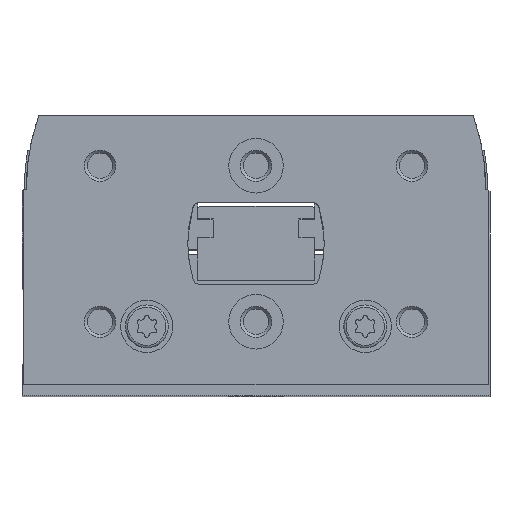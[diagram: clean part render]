
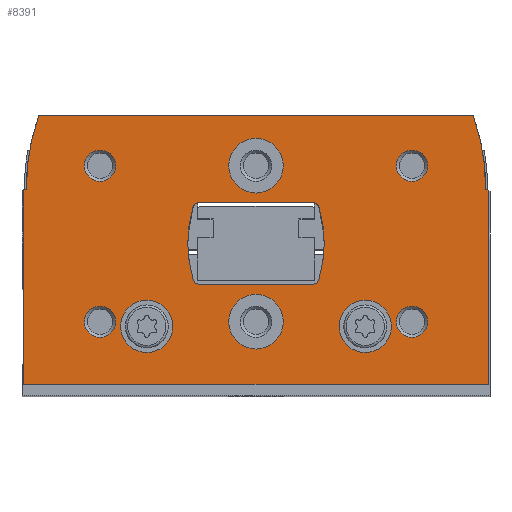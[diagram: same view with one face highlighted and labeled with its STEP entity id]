
A CAD part, top view. The second image highlights one B-rep face of the part: STEP entity #8391.
In plain terms, the highlighted planar face has unit normal (0, 0, 1).
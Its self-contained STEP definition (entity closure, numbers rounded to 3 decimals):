
#394=LINE('',#13070,#880);
#399=LINE('',#13080,#885);
#417=LINE('',#13126,#903);
#423=LINE('',#13138,#909);
#437=LINE('',#13209,#923);
#439=LINE('',#13212,#925);
#440=LINE('',#13240,#926);
#441=LINE('',#13260,#927);
#880=VECTOR('',#10666,1000.);
#885=VECTOR('',#10673,1000.);
#903=VECTOR('',#10709,1000.);
#909=VECTOR('',#10719,1000.);
#923=VECTOR('',#10773,1000.);
#925=VECTOR('',#10777,1000.);
#926=VECTOR('',#10806,1000.);
#927=VECTOR('',#10827,1000.);
#1190=PLANE('',#9111);
#2251=ORIENTED_EDGE('',*,*,#3805,.F.);
#2252=ORIENTED_EDGE('',*,*,#3806,.F.);
#2253=ORIENTED_EDGE('',*,*,#3807,.T.);
#2254=ORIENTED_EDGE('',*,*,#3808,.T.);
#2255=ORIENTED_EDGE('',*,*,#3809,.T.);
#2256=ORIENTED_EDGE('',*,*,#3810,.T.);
#2257=ORIENTED_EDGE('',*,*,#3811,.T.);
#2258=ORIENTED_EDGE('',*,*,#3812,.T.);
#2259=ORIENTED_EDGE('',*,*,#3770,.F.);
#2260=ORIENTED_EDGE('',*,*,#3788,.F.);
#2261=ORIENTED_EDGE('',*,*,#3782,.F.);
#2262=ORIENTED_EDGE('',*,*,#3779,.F.);
#2263=ORIENTED_EDGE('',*,*,#3813,.F.);
#2264=ORIENTED_EDGE('',*,*,#3814,.F.);
#2265=ORIENTED_EDGE('',*,*,#3815,.F.);
#2266=ORIENTED_EDGE('',*,*,#3773,.F.);
#2267=ORIENTED_EDGE('',*,*,#3757,.T.);
#2268=ORIENTED_EDGE('',*,*,#3751,.T.);
#2269=ORIENTED_EDGE('',*,*,#3790,.T.);
#2270=ORIENTED_EDGE('',*,*,#3722,.T.);
#2271=ORIENTED_EDGE('',*,*,#3727,.T.);
#2272=ORIENTED_EDGE('',*,*,#3731,.T.);
#2273=ORIENTED_EDGE('',*,*,#3804,.T.);
#2274=ORIENTED_EDGE('',*,*,#3763,.T.);
#3722=EDGE_CURVE('',#4589,#4588,#394,.T.);
#3727=EDGE_CURVE('',#4588,#4592,#399,.T.);
#3731=EDGE_CURVE('',#4592,#4594,#5130,.T.);
#3751=EDGE_CURVE('',#4609,#4611,#417,.T.);
#3757=EDGE_CURVE('',#4615,#4609,#423,.T.);
#3763=EDGE_CURVE('',#4620,#4615,#5136,.T.);
#3770=EDGE_CURVE('',#4624,#4625,#5139,.T.);
#3773=EDGE_CURVE('',#4625,#4626,#5140,.T.);
#3779=EDGE_CURVE('',#4630,#4631,#5143,.T.);
#3782=EDGE_CURVE('',#4631,#4633,#5144,.T.);
#3788=EDGE_CURVE('',#4633,#4624,#437,.T.);
#3790=EDGE_CURVE('',#4611,#4589,#439,.T.);
#3804=EDGE_CURVE('',#4594,#4620,#440,.T.);
#3805=EDGE_CURVE('',#4650,#4650,#5161,.T.);
#3806=EDGE_CURVE('',#4651,#4651,#5162,.T.);
#3807=EDGE_CURVE('',#4652,#4652,#5163,.T.);
#3808=EDGE_CURVE('',#4653,#4653,#5164,.T.);
#3809=EDGE_CURVE('',#4654,#4654,#5165,.T.);
#3810=EDGE_CURVE('',#4655,#4655,#5166,.T.);
#3811=EDGE_CURVE('',#4656,#4656,#5167,.T.);
#3812=EDGE_CURVE('',#4657,#4657,#5168,.T.);
#3813=EDGE_CURVE('',#4658,#4630,#5169,.T.);
#3814=EDGE_CURVE('',#4659,#4658,#441,.T.);
#3815=EDGE_CURVE('',#4626,#4659,#5170,.T.);
#4588=VERTEX_POINT('',#13069);
#4589=VERTEX_POINT('',#13071);
#4592=VERTEX_POINT('',#13079);
#4594=VERTEX_POINT('',#13086);
#4609=VERTEX_POINT('',#13120);
#4611=VERTEX_POINT('',#13125);
#4615=VERTEX_POINT('',#13136);
#4620=VERTEX_POINT('',#13151);
#4624=VERTEX_POINT('',#13165);
#4625=VERTEX_POINT('',#13167);
#4626=VERTEX_POINT('',#13175);
#4630=VERTEX_POINT('',#13188);
#4631=VERTEX_POINT('',#13190);
#4633=VERTEX_POINT('',#13199);
#4650=VERTEX_POINT('',#13243);
#4651=VERTEX_POINT('',#13245);
#4652=VERTEX_POINT('',#13247);
#4653=VERTEX_POINT('',#13249);
#4654=VERTEX_POINT('',#13251);
#4655=VERTEX_POINT('',#13253);
#4656=VERTEX_POINT('',#13255);
#4657=VERTEX_POINT('',#13257);
#4658=VERTEX_POINT('',#13259);
#4659=VERTEX_POINT('',#13261);
#5130=CIRCLE('',#9067,29.);
#5136=CIRCLE('',#9079,29.);
#5139=CIRCLE('',#9083,0.8);
#5140=CIRCLE('',#9085,16.);
#5143=CIRCLE('',#9089,16.);
#5144=CIRCLE('',#9091,0.8);
#5161=CIRCLE('',#9112,3.35);
#5162=CIRCLE('',#9113,3.35);
#5163=CIRCLE('',#9114,3.5);
#5164=CIRCLE('',#9115,3.5);
#5165=CIRCLE('',#9116,2.);
#5166=CIRCLE('',#9117,2.);
#5167=CIRCLE('',#9118,2.);
#5168=CIRCLE('',#9119,2.);
#5169=CIRCLE('',#9120,0.8);
#5170=CIRCLE('',#9121,0.8);
#5698=EDGE_LOOP('',(#2251));
#5699=EDGE_LOOP('',(#2252));
#5700=EDGE_LOOP('',(#2253));
#5701=EDGE_LOOP('',(#2254));
#5702=EDGE_LOOP('',(#2255));
#5703=EDGE_LOOP('',(#2256));
#5704=EDGE_LOOP('',(#2257));
#5705=EDGE_LOOP('',(#2258));
#5706=EDGE_LOOP('',(#2259,#2260,#2261,#2262,#2263,#2264,#2265,#2266));
#5707=EDGE_LOOP('',(#2267,#2268,#2269,#2270,#2271,#2272,#2273,#2274));
#6390=FACE_BOUND('',#5698,.T.);
#6391=FACE_BOUND('',#5699,.T.);
#6392=FACE_BOUND('',#5700,.T.);
#6393=FACE_BOUND('',#5701,.T.);
#6394=FACE_BOUND('',#5702,.T.);
#6395=FACE_BOUND('',#5703,.T.);
#6396=FACE_BOUND('',#5704,.T.);
#6397=FACE_BOUND('',#5705,.T.);
#6398=FACE_BOUND('',#5706,.T.);
#6399=FACE_BOUND('',#5707,.T.);
#8391=ADVANCED_FACE('',(#6390,#6391,#6392,#6393,#6394,#6395,#6396,#6397,
#6398,#6399),#1190,.T.);
#9067=AXIS2_PLACEMENT_3D('',#13087,#10680,#10681);
#9079=AXIS2_PLACEMENT_3D('',#13150,#10730,#10731);
#9083=AXIS2_PLACEMENT_3D('',#13166,#10741,#10742);
#9085=AXIS2_PLACEMENT_3D('',#13174,#10746,#10747);
#9089=AXIS2_PLACEMENT_3D('',#13189,#10756,#10757);
#9091=AXIS2_PLACEMENT_3D('',#13198,#10761,#10762);
#9111=AXIS2_PLACEMENT_3D('',#13241,#10807,#10808);
#9112=AXIS2_PLACEMENT_3D('',#13242,#10809,#10810);
#9113=AXIS2_PLACEMENT_3D('',#13244,#10811,#10812);
#9114=AXIS2_PLACEMENT_3D('',#13246,#10813,#10814);
#9115=AXIS2_PLACEMENT_3D('',#13248,#10815,#10816);
#9116=AXIS2_PLACEMENT_3D('',#13250,#10817,#10818);
#9117=AXIS2_PLACEMENT_3D('',#13252,#10819,#10820);
#9118=AXIS2_PLACEMENT_3D('',#13254,#10821,#10822);
#9119=AXIS2_PLACEMENT_3D('',#13256,#10823,#10824);
#9120=AXIS2_PLACEMENT_3D('',#13258,#10825,#10826);
#9121=AXIS2_PLACEMENT_3D('',#13262,#10828,#10829);
#10666=DIRECTION('',(0.,1.,0.));
#10673=DIRECTION('',(-0.866,0.5,0.));
#10680=DIRECTION('',(0.,0.,1.));
#10681=DIRECTION('',(1.,0.,0.));
#10709=DIRECTION('',(0.,-1.,0.));
#10719=DIRECTION('',(-0.866,-0.5,0.));
#10730=DIRECTION('',(0.,0.,1.));
#10731=DIRECTION('',(1.,0.,0.));
#10741=DIRECTION('',(0.,0.,1.));
#10742=DIRECTION('',(1.,0.,0.));
#10746=DIRECTION('',(0.,0.,1.));
#10747=DIRECTION('',(1.,0.,0.));
#10756=DIRECTION('',(0.,0.,1.));
#10757=DIRECTION('',(1.,0.,0.));
#10761=DIRECTION('',(0.,0.,1.));
#10762=DIRECTION('',(1.,0.,0.));
#10773=DIRECTION('',(-1.,0.,0.));
#10777=DIRECTION('',(1.,0.,0.));
#10806=DIRECTION('',(-1.,0.,0.));
#10807=DIRECTION('',(0.,0.,1.));
#10808=DIRECTION('',(1.,0.,0.));
#10809=DIRECTION('',(0.,0.,1.));
#10810=DIRECTION('',(1.,0.,0.));
#10811=DIRECTION('',(0.,0.,1.));
#10812=DIRECTION('',(1.,0.,0.));
#10813=DIRECTION('',(0.,0.,-1.));
#10814=DIRECTION('',(-1.,0.,0.));
#10815=DIRECTION('',(0.,0.,-1.));
#10816=DIRECTION('',(-1.,0.,0.));
#10817=DIRECTION('',(0.,0.,-1.));
#10818=DIRECTION('',(-1.,0.,0.));
#10819=DIRECTION('',(0.,0.,-1.));
#10820=DIRECTION('',(-1.,0.,0.));
#10821=DIRECTION('',(0.,0.,-1.));
#10822=DIRECTION('',(-1.,0.,0.));
#10823=DIRECTION('',(0.,0.,-1.));
#10824=DIRECTION('',(-1.,0.,0.));
#10825=DIRECTION('',(0.,0.,1.));
#10826=DIRECTION('',(1.,0.,0.));
#10827=DIRECTION('',(1.,0.,0.));
#10828=DIRECTION('',(0.,0.,1.));
#10829=DIRECTION('',(1.,0.,0.));
#13069=CARTESIAN_POINT('',(29.75,24.827,0.));
#13070=CARTESIAN_POINT('',(29.75,0.,0.));
#13071=CARTESIAN_POINT('',(29.75,0.,0.));
#13079=CARTESIAN_POINT('',(29.45,25.,0.));
#13080=CARTESIAN_POINT('',(29.75,24.827,0.));
#13086=CARTESIAN_POINT('',(27.85,34.5,0.));
#13087=CARTESIAN_POINT('',(0.45,25.,0.));
#13120=CARTESIAN_POINT('',(-29.75,24.827,0.));
#13125=CARTESIAN_POINT('',(-29.75,0.,0.));
#13126=CARTESIAN_POINT('',(-29.75,24.827,0.));
#13136=CARTESIAN_POINT('',(-29.45,25.,0.));
#13138=CARTESIAN_POINT('',(-29.45,25.,0.));
#13150=CARTESIAN_POINT('',(-0.45,25.,0.));
#13151=CARTESIAN_POINT('',(-27.85,34.5,0.));
#13165=CARTESIAN_POINT('',(-7.284,23.3,0.));
#13166=CARTESIAN_POINT('',(-7.284,22.5,0.));
#13167=CARTESIAN_POINT('',(-8.049,22.734,0.));
#13174=CARTESIAN_POINT('',(7.25,18.05,0.));
#13175=CARTESIAN_POINT('',(-8.049,13.366,0.));
#13188=CARTESIAN_POINT('',(8.049,13.366,0.));
#13189=CARTESIAN_POINT('',(-7.25,18.05,0.));
#13190=CARTESIAN_POINT('',(8.049,22.734,0.));
#13198=CARTESIAN_POINT('',(7.284,22.5,0.));
#13199=CARTESIAN_POINT('',(7.284,23.3,0.));
#13209=CARTESIAN_POINT('',(7.284,23.3,0.));
#13212=CARTESIAN_POINT('',(-29.75,0.,0.));
#13240=CARTESIAN_POINT('',(27.85,34.5,0.));
#13241=CARTESIAN_POINT('',(0.45,25.,0.));
#13242=CARTESIAN_POINT('',(-14.,7.4,0.));
#13243=CARTESIAN_POINT('',(-10.65,7.4,0.));
#13244=CARTESIAN_POINT('',(14.,7.4,0.));
#13245=CARTESIAN_POINT('',(17.35,7.4,0.));
#13246=CARTESIAN_POINT('',(0.,8.,0.));
#13247=CARTESIAN_POINT('',(-3.5,8.,0.));
#13248=CARTESIAN_POINT('',(0.,28.,0.));
#13249=CARTESIAN_POINT('',(-3.5,28.,0.));
#13250=CARTESIAN_POINT('',(20.,8.,0.));
#13251=CARTESIAN_POINT('',(18.,8.,0.));
#13252=CARTESIAN_POINT('',(-20.,8.,0.));
#13253=CARTESIAN_POINT('',(-22.,8.,0.));
#13254=CARTESIAN_POINT('',(-20.,28.,0.));
#13255=CARTESIAN_POINT('',(-22.,28.,0.));
#13256=CARTESIAN_POINT('',(20.,28.,0.));
#13257=CARTESIAN_POINT('',(18.,28.,0.));
#13258=CARTESIAN_POINT('',(7.284,13.6,0.));
#13259=CARTESIAN_POINT('',(7.284,12.8,0.));
#13260=CARTESIAN_POINT('',(-7.284,12.8,0.));
#13261=CARTESIAN_POINT('',(-7.284,12.8,0.));
#13262=CARTESIAN_POINT('',(-7.284,13.6,0.));
